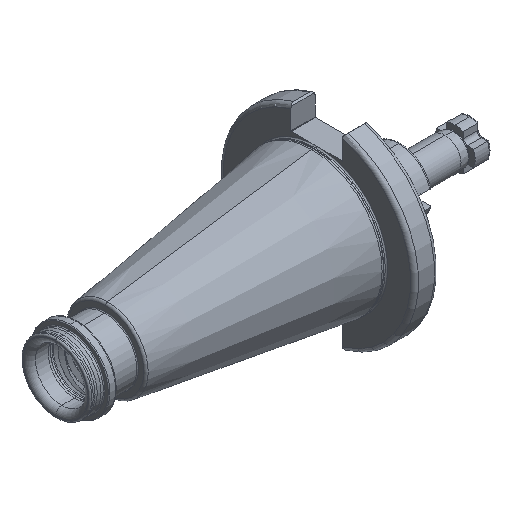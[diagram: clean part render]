
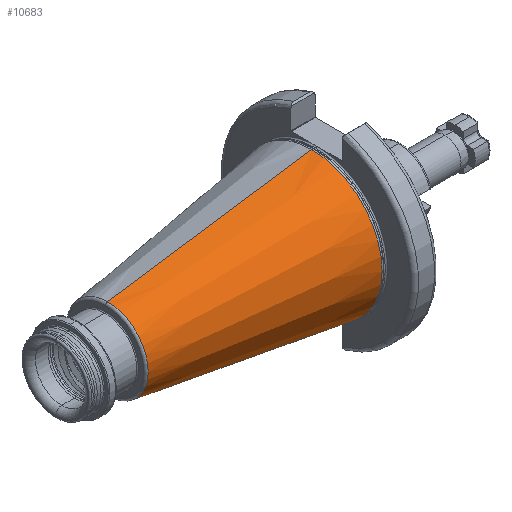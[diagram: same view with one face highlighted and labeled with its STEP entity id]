
A CAD part, isometric view. The second image highlights one B-rep face of the part: STEP entity #10683.
In plain terms, the highlighted conical face has half-angle 8.297 degrees and reference radius 35.027 mm.
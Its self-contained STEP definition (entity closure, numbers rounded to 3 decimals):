
#37 = CARTESIAN_POINT ( 'NONE',  ( -8.5, 0., 0. ) ) ;
#38 = DIRECTION ( 'NONE',  ( 0., 0., -1. ) ) ;
#60 = DIRECTION ( 'NONE',  ( 1., 0., 0. ) ) ;
#3199 = DIRECTION ( 'NONE',  ( -1., 0., 0. ) ) ;
#3201 = DIRECTION ( 'NONE',  ( 0., 0., 1. ) ) ;
#3204 = CARTESIAN_POINT ( 'NONE',  ( -110.123, 0., 0. ) ) ;
#3672 = CARTESIAN_POINT ( 'NONE',  ( -8.5, 0., 0. ) ) ;
#3673 = DIRECTION ( 'NONE',  ( -1., 0., 0. ) ) ;
#3675 = DIRECTION ( 'NONE',  ( 0., 0., 1. ) ) ;
#4813 = CARTESIAN_POINT ( 'NONE',  ( -8.5, 0., 35.027 ) ) ;
#4828 = DIRECTION ( 'NONE',  ( 0.99, 0., 0.144 ) ) ;
#4979 = DIRECTION ( 'NONE',  ( 0.99, 0., -0.144 ) ) ;
#4991 = CARTESIAN_POINT ( 'NONE',  ( -8.5, 0., -35.027 ) ) ;
#5493 = ORIENTED_EDGE ( 'NONE', *, *, #8956, .F. ) ;
#5496 = ORIENTED_EDGE ( 'NONE', *, *, #7896, .F. ) ;
#5503 = ORIENTED_EDGE ( 'NONE', *, *, #9018, .T. ) ;
#5515 = ORIENTED_EDGE ( 'NONE', *, *, #7942, .T. ) ;
#6243 = CIRCLE ( 'NONE', #8298, 20.207 ) ;
#6312 = CIRCLE ( 'NONE', #8286, 35.027 ) ;
#7896 = EDGE_CURVE ( 'NONE', #16297, #16304, #13077, .T. ) ;
#7942 = EDGE_CURVE ( 'NONE', #16301, #16323, #13176, .T. ) ;
#8286 = AXIS2_PLACEMENT_3D ( 'NONE', #3672, #3673, #3675 ) ;
#8298 = AXIS2_PLACEMENT_3D ( 'NONE', #3204, #3199, #3201 ) ;
#8509 = AXIS2_PLACEMENT_3D ( 'NONE', #37, #60, #38 ) ;
#8956 = EDGE_CURVE ( 'NONE', #16301, #16297, #6243, .T. ) ;
#9018 = EDGE_CURVE ( 'NONE', #16323, #16304, #6312, .T. ) ;
#10683 = ADVANCED_FACE ( 'NONE', ( #15903 ), #15891, .T. ) ;
#11534 = CARTESIAN_POINT ( 'NONE',  ( -110.123, 0., 20.207 ) ) ;
#11564 = CARTESIAN_POINT ( 'NONE',  ( -8.5, 0., 35.027 ) ) ;
#11567 = CARTESIAN_POINT ( 'NONE',  ( -8.5, 0., -35.027 ) ) ;
#11577 = CARTESIAN_POINT ( 'NONE',  ( -110.123, 0., -20.207 ) ) ;
#12283 = EDGE_LOOP ( 'NONE', ( #5496, #5493, #5515, #5503 ) ) ;
#13077 = LINE ( 'NONE', #4813, #13151 ) ;
#13151 = VECTOR ( 'NONE', #4828, 1000. ) ;
#13176 = LINE ( 'NONE', #4991, #13238 ) ;
#13238 = VECTOR ( 'NONE', #4979, 1000. ) ;
#15891 = CONICAL_SURFACE ( 'NONE', #8509, 35.027, 0.145 ) ;
#15903 = FACE_OUTER_BOUND ( 'NONE', #12283, .T. ) ;
#16297 = VERTEX_POINT ( 'NONE', #11534 ) ;
#16301 = VERTEX_POINT ( 'NONE', #11577 ) ;
#16304 = VERTEX_POINT ( 'NONE', #11564 ) ;
#16323 = VERTEX_POINT ( 'NONE', #11567 ) ;
